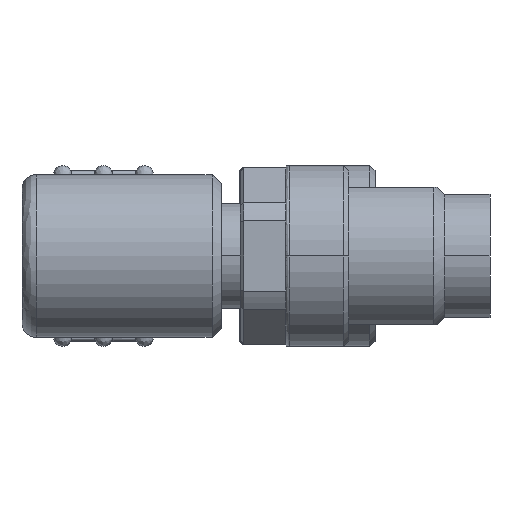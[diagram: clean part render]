
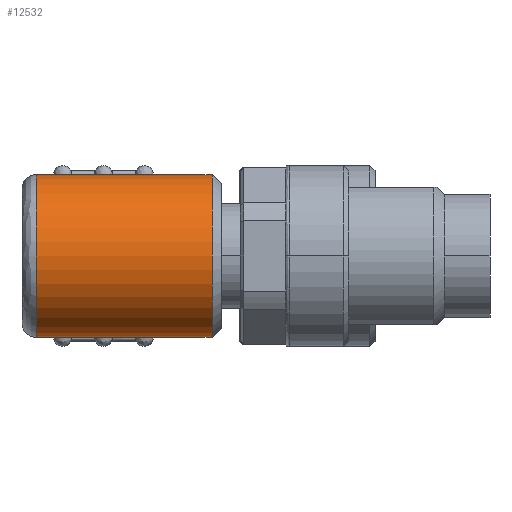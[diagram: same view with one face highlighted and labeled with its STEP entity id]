
A CAD part, left-side view. The second image highlights one B-rep face of the part: STEP entity #12532.
In plain terms, the highlighted cylindrical face has radius 4.5 mm (diameter 9 mm), a partial arc.
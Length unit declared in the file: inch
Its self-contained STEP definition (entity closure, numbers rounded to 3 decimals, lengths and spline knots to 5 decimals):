
#159 = ORIENTED_EDGE ( 'NONE', *, *, #9116, .T. ) ;
#177 = DIRECTION ( 'NONE',  ( 0., -1., 0. ) ) ;
#553 = LINE ( 'NONE', #13049, #1198 ) ;
#600 = VERTEX_POINT ( 'NONE', #6604 ) ;
#657 = CIRCLE ( 'NONE', #10811, 0.17717 ) ;
#711 = EDGE_CURVE ( 'NONE', #1228, #12877, #10017, .T. ) ;
#922 = LINE ( 'NONE', #12523, #11820 ) ;
#1198 = VECTOR ( 'NONE', #1662, 39.37008 ) ;
#1204 = EDGE_CURVE ( 'NONE', #12877, #9369, #8191, .T. ) ;
#1228 = VERTEX_POINT ( 'NONE', #6139 ) ;
#1315 = FACE_OUTER_BOUND ( 'NONE', #7160, .T. ) ;
#1558 = AXIS2_PLACEMENT_3D ( 'NONE', #12914, #8711, #3465 ) ;
#1662 = DIRECTION ( 'NONE',  ( 0., 1., 0. ) ) ;
#1680 = EDGE_CURVE ( 'NONE', #3381, #12207, #4238, .T. ) ;
#1723 = ORIENTED_EDGE ( 'NONE', *, *, #6216, .T. ) ;
#1896 = ORIENTED_EDGE ( 'NONE', *, *, #12894, .T. ) ;
#1941 = CARTESIAN_POINT ( 'NONE',  ( -0.05906, -0.08858, 0.17717 ) ) ;
#2499 = ORIENTED_EDGE ( 'NONE', *, *, #3203, .T. ) ;
#3203 = EDGE_CURVE ( 'NONE', #3381, #6756, #553, .T. ) ;
#3224 = VERTEX_POINT ( 'NONE', #8778 ) ;
#3381 = VERTEX_POINT ( 'NONE', #1941 ) ;
#3465 = DIRECTION ( 'NONE',  ( 0., 0., 1. ) ) ;
#3526 = DIRECTION ( 'NONE',  ( 0., 1., 0. ) ) ;
#3538 = EDGE_CURVE ( 'NONE', #1228, #8815, #13164, .T. ) ;
#4052 = AXIS2_PLACEMENT_3D ( 'NONE', #12990, #10044, #11972 ) ;
#4238 = LINE ( 'NONE', #11699, #9381 ) ;
#4669 = CARTESIAN_POINT ( 'NONE',  ( -0.05906, -0.23622, 0. ) ) ;
#4876 = LINE ( 'NONE', #5780, #5348 ) ;
#5169 = VECTOR ( 'NONE', #9934, 39.37008 ) ;
#5237 = ORIENTED_EDGE ( 'NONE', *, *, #711, .T. ) ;
#5289 = DIRECTION ( 'NONE',  ( 0., -1., 0. ) ) ;
#5348 = VECTOR ( 'NONE', #3526, 39.37008 ) ;
#5408 = VERTEX_POINT ( 'NONE', #6278 ) ;
#5531 = CYLINDRICAL_SURFACE ( 'NONE', #1558, 0.17717 ) ;
#5709 = DIRECTION ( 'NONE',  ( 0., -1., 0. ) ) ;
#5780 = CARTESIAN_POINT ( 'NONE',  ( -0.05906, -0.17717, 0.17717 ) ) ;
#6020 = CARTESIAN_POINT ( 'NONE',  ( -0.05906, 0.08858, 0.17717 ) ) ;
#6038 = CARTESIAN_POINT ( 'NONE',  ( -0.05906, 0., 0.17717 ) ) ;
#6139 = CARTESIAN_POINT ( 'NONE',  ( -0.05906, 0.14567, 0.17717 ) ) ;
#6182 = ORIENTED_EDGE ( 'NONE', *, *, #1204, .T. ) ;
#6216 = EDGE_CURVE ( 'NONE', #6756, #8815, #4876, .T. ) ;
#6277 = LINE ( 'NONE', #11513, #8950 ) ;
#6278 = CARTESIAN_POINT ( 'NONE',  ( -0.05906, -0.23622, -0.17717 ) ) ;
#6329 = CARTESIAN_POINT ( 'NONE',  ( -0.05906, 0.08858, -0.17717 ) ) ;
#6547 = LINE ( 'NONE', #7494, #11063 ) ;
#6604 = CARTESIAN_POINT ( 'NONE',  ( -0.05906, -0.23622, 0.17717 ) ) ;
#6613 = VERTEX_POINT ( 'NONE', #7710 ) ;
#6756 = VERTEX_POINT ( 'NONE', #6038 ) ;
#6884 = CARTESIAN_POINT ( 'NONE',  ( -0.05906, 0.14567, -0.17717 ) ) ;
#7026 = ORIENTED_EDGE ( 'NONE', *, *, #3538, .F. ) ;
#7160 = EDGE_LOOP ( 'NONE', ( #9079, #1896, #159, #12768, #2499, #1723, #7026, #5237, #6182, #11949, #11475, #13642 ) ) ;
#7333 = CARTESIAN_POINT ( 'NONE',  ( -0.05906, -0.17717, -0.17717 ) ) ;
#7494 = CARTESIAN_POINT ( 'NONE',  ( -0.05906, -0.17717, -0.17717 ) ) ;
#7710 = CARTESIAN_POINT ( 'NONE',  ( -0.05906, 0., -0.17717 ) ) ;
#7743 = EDGE_CURVE ( 'NONE', #5408, #3224, #9553, .T. ) ;
#7906 = CARTESIAN_POINT ( 'NONE',  ( -0.05906, -0.14567, 0.17717 ) ) ;
#8050 = VECTOR ( 'NONE', #5709, 39.37008 ) ;
#8184 = VERTEX_POINT ( 'NONE', #9888 ) ;
#8191 = LINE ( 'NONE', #8470, #10684 ) ;
#8470 = CARTESIAN_POINT ( 'NONE',  ( -0.05906, 0., -0.17717 ) ) ;
#8476 = DIRECTION ( 'NONE',  ( 0., 1., 0. ) ) ;
#8489 = EDGE_CURVE ( 'NONE', #8184, #3224, #13218, .T. ) ;
#8653 = EDGE_CURVE ( 'NONE', #6613, #8184, #922, .T. ) ;
#8711 = DIRECTION ( 'NONE',  ( 0., 1., 0. ) ) ;
#8778 = CARTESIAN_POINT ( 'NONE',  ( -0.05906, -0.14567, -0.17717 ) ) ;
#8815 = VERTEX_POINT ( 'NONE', #6020 ) ;
#8886 = DIRECTION ( 'NONE',  ( 0., 1., 0. ) ) ;
#8950 = VECTOR ( 'NONE', #8476, 39.37008 ) ;
#9079 = ORIENTED_EDGE ( 'NONE', *, *, #7743, .F. ) ;
#9091 = DIRECTION ( 'NONE',  ( 0., 0., 1. ) ) ;
#9116 = EDGE_CURVE ( 'NONE', #600, #12207, #6277, .T. ) ;
#9153 = DIRECTION ( 'NONE',  ( 0., -1., 0. ) ) ;
#9369 = VERTEX_POINT ( 'NONE', #6329 ) ;
#9381 = VECTOR ( 'NONE', #9640, 39.37008 ) ;
#9553 = LINE ( 'NONE', #7333, #12511 ) ;
#9640 = DIRECTION ( 'NONE',  ( 0., -1., 0. ) ) ;
#9888 = CARTESIAN_POINT ( 'NONE',  ( -0.05906, -0.08858, -0.17717 ) ) ;
#9934 = DIRECTION ( 'NONE',  ( 0., -1., 0. ) ) ;
#9988 = CARTESIAN_POINT ( 'NONE',  ( -0.05906, -0.17717, -0.17717 ) ) ;
#10017 = CIRCLE ( 'NONE', #4052, 0.17717 ) ;
#10044 = DIRECTION ( 'NONE',  ( 0., -1., 0. ) ) ;
#10684 = VECTOR ( 'NONE', #5289, 39.37008 ) ;
#10811 = AXIS2_PLACEMENT_3D ( 'NONE', #4669, #8886, #9091 ) ;
#11063 = VECTOR ( 'NONE', #177, 39.37008 ) ;
#11405 = EDGE_CURVE ( 'NONE', #9369, #6613, #6547, .T. ) ;
#11475 = ORIENTED_EDGE ( 'NONE', *, *, #8653, .T. ) ;
#11513 = CARTESIAN_POINT ( 'NONE',  ( -0.05906, -0.17717, 0.17717 ) ) ;
#11699 = CARTESIAN_POINT ( 'NONE',  ( -0.05906, 0., 0.17717 ) ) ;
#11820 = VECTOR ( 'NONE', #9153, 39.37008 ) ;
#11949 = ORIENTED_EDGE ( 'NONE', *, *, #11405, .T. ) ;
#11972 = DIRECTION ( 'NONE',  ( 0., 0., 1. ) ) ;
#12207 = VERTEX_POINT ( 'NONE', #7906 ) ;
#12511 = VECTOR ( 'NONE', #12514, 39.37008 ) ;
#12514 = DIRECTION ( 'NONE',  ( 0., 1., 0. ) ) ;
#12523 = CARTESIAN_POINT ( 'NONE',  ( -0.05906, -0.17717, -0.17717 ) ) ;
#12532 = ADVANCED_FACE ( 'NONE', ( #1315 ), #5531, .T. ) ;
#12768 = ORIENTED_EDGE ( 'NONE', *, *, #1680, .F. ) ;
#12877 = VERTEX_POINT ( 'NONE', #6884 ) ;
#12894 = EDGE_CURVE ( 'NONE', #5408, #600, #657, .T. ) ;
#12914 = CARTESIAN_POINT ( 'NONE',  ( -0.05906, -0.17717, 0. ) ) ;
#12990 = CARTESIAN_POINT ( 'NONE',  ( -0.05906, 0.14567, 0. ) ) ;
#13049 = CARTESIAN_POINT ( 'NONE',  ( -0.05906, -0.17717, 0.17717 ) ) ;
#13164 = LINE ( 'NONE', #13228, #5169 ) ;
#13218 = LINE ( 'NONE', #9988, #8050 ) ;
#13228 = CARTESIAN_POINT ( 'NONE',  ( -0.05906, 0., 0.17717 ) ) ;
#13642 = ORIENTED_EDGE ( 'NONE', *, *, #8489, .T. ) ;
